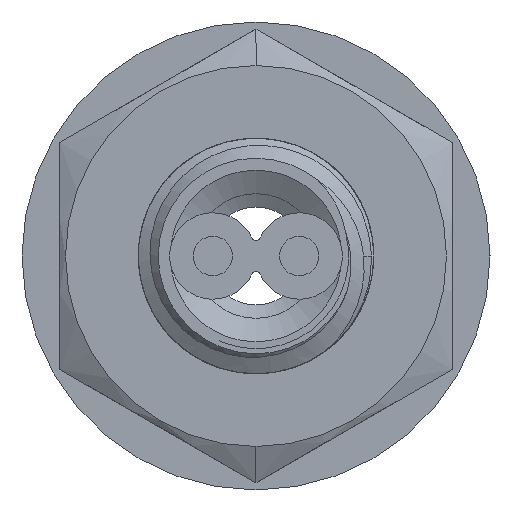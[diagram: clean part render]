
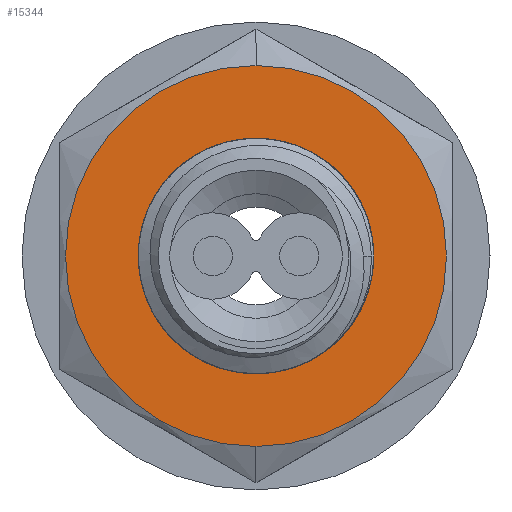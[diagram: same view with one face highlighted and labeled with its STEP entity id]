
A CAD part, left-side view. The second image highlights one B-rep face of the part: STEP entity #15344.
In plain terms, the highlighted face is planar.
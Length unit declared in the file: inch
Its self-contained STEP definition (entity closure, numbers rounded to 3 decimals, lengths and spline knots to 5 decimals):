
#14595=CARTESIAN_POINT('',(0.,0.13696,0.));
#14596=DIRECTION('',(0.,1.,0.));
#14597=DIRECTION('',(0.,0.,1.));
#14598=AXIS2_PLACEMENT_3D('',#14595,#14596,#14597);
#14608=CARTESIAN_POINT('',(0.,0.13696,0.));
#14609=DIRECTION('',(0.,1.,0.));
#14610=DIRECTION('',(0.,0.,-1.));
#14611=AXIS2_PLACEMENT_3D('',#14608,#14609,#14610);
#15206=CARTESIAN_POINT('',(0.,0.13696,0.));
#15207=DIRECTION('',(0.,-1.,0.));
#15208=DIRECTION('',(0.,0.,1.));
#15209=AXIS2_PLACEMENT_3D('',#15206,#15207,#15208);
#15215=CARTESIAN_POINT('',(0.,0.13696,0.));
#15216=DIRECTION('',(0.,-1.,0.));
#15217=DIRECTION('',(0.,0.,-1.));
#15218=AXIS2_PLACEMENT_3D('',#15215,#15216,#15217);
#15229=CARTESIAN_POINT('',(0.,0.13696,0.19093));
#15230=CARTESIAN_POINT('',(0.,0.13696,-0.19093));
#15231=VERTEX_POINT('',#15229);
#15232=VERTEX_POINT('',#15230);
#15261=CARTESIAN_POINT('',(0.,0.13696,-0.10462));
#15262=VERTEX_POINT('',#15261);
#15287=CARTESIAN_POINT('',(0.,0.13696,0.10462));
#15288=VERTEX_POINT('',#15287);
#15328=CARTESIAN_POINT('',(0.09843,0.13696,0.));
#15329=DIRECTION('',(0.,1.,0.));
#15330=DIRECTION('',(0.,0.,1.));
#15331=AXIS2_PLACEMENT_3D('',#15328,#15329,#15330);
#15332=PLANE('',#15331);
#15333=ORIENTED_EDGE('',*,*,#15313,.F.);
#15335=ORIENTED_EDGE('',*,*,#15334,.F.);
#15336=EDGE_LOOP('',(#15333,#15335));
#15337=FACE_OUTER_BOUND('',#15336,.F.);
#15339=ORIENTED_EDGE('',*,*,#15338,.F.);
#15341=ORIENTED_EDGE('',*,*,#15340,.F.);
#15342=EDGE_LOOP('',(#15339,#15341));
#15343=FACE_BOUND('',#15342,.F.);
#15344=ADVANCED_FACE('',(#15337,#15343),#15332,.T.);
#14599=CIRCLE('',#14598,0.19093);
#14612=CIRCLE('',#14611,0.19093);
#15210=CIRCLE('',#15209,0.10462);
#15219=CIRCLE('',#15218,0.10462);
#15313=EDGE_CURVE('',#15231,#15232,#14599,.T.);
#15334=EDGE_CURVE('',#15232,#15231,#14612,.T.);
#15338=EDGE_CURVE('',#15262,#15288,#15219,.T.);
#15340=EDGE_CURVE('',#15288,#15262,#15210,.T.);
